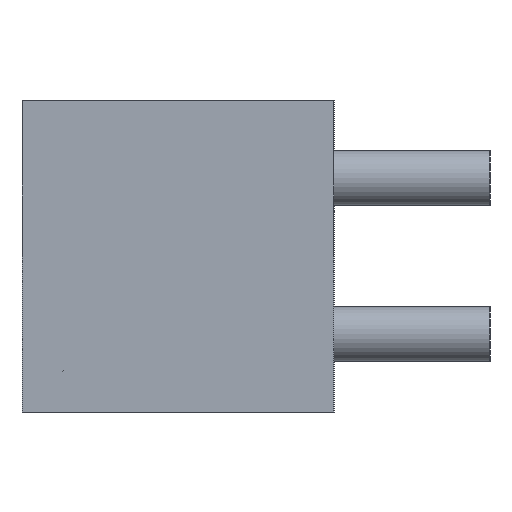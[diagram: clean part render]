
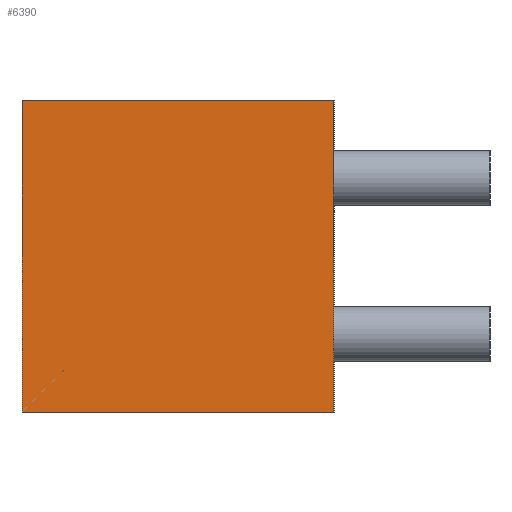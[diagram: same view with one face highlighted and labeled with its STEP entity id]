
A CAD part, left-side view. The second image highlights one B-rep face of the part: STEP entity #6390.
In plain terms, the highlighted planar face has unit normal (-1, 0, 0).
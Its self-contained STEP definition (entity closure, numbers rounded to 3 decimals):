
#74 = EDGE_CURVE ( 'NONE', #7689, #380, #9195, .T. ) ;
#189 = ORIENTED_EDGE ( 'NONE', *, *, #74, .F. ) ;
#274 = VECTOR ( 'NONE', #4385, 1000. ) ;
#380 = VERTEX_POINT ( 'NONE', #8285 ) ;
#533 = EDGE_LOOP ( 'NONE', ( #2020, #189, #2115, #5891 ) ) ;
#1118 = DIRECTION ( 'NONE',  ( 0., 0., 1. ) ) ;
#1128 = CARTESIAN_POINT ( 'NONE',  ( 0., 4., -4. ) ) ;
#1336 = VERTEX_POINT ( 'NONE', #2276 ) ;
#1738 = DIRECTION ( 'NONE',  ( 1., 0., 0. ) ) ;
#2020 = ORIENTED_EDGE ( 'NONE', *, *, #8186, .T. ) ;
#2115 = ORIENTED_EDGE ( 'NONE', *, *, #3997, .F. ) ;
#2243 = CARTESIAN_POINT ( 'NONE',  ( 0., 4., 0. ) ) ;
#2276 = CARTESIAN_POINT ( 'NONE',  ( 0., 0., -4. ) ) ;
#2798 = LINE ( 'NONE', #4696, #5481 ) ;
#3141 = PLANE ( 'NONE',  #7569 ) ;
#3291 = DIRECTION ( 'NONE',  ( 0., -1., 0. ) ) ;
#3773 = FACE_OUTER_BOUND ( 'NONE', #533, .T. ) ;
#3997 = EDGE_CURVE ( 'NONE', #8158, #7689, #2798, .T. ) ;
#4385 = DIRECTION ( 'NONE',  ( 0., -1., 0. ) ) ;
#4696 = CARTESIAN_POINT ( 'NONE',  ( 0., 4., 0. ) ) ;
#4973 = VECTOR ( 'NONE', #6553, 1000. ) ;
#5481 = VECTOR ( 'NONE', #1118, 1000. ) ;
#5794 = CARTESIAN_POINT ( 'NONE',  ( 0., 4., -4. ) ) ;
#5891 = ORIENTED_EDGE ( 'NONE', *, *, #7477, .T. ) ;
#5969 = LINE ( 'NONE', #8756, #4973 ) ;
#6077 = CARTESIAN_POINT ( 'NONE',  ( 0., 4., 0. ) ) ;
#6390 = ADVANCED_FACE ( 'NONE', ( #3773 ), #3141, .F. ) ;
#6553 = DIRECTION ( 'NONE',  ( 0., 0., 1. ) ) ;
#6750 = DIRECTION ( 'NONE',  ( 0., 0., -1. ) ) ;
#7037 = VECTOR ( 'NONE', #3291, 1000. ) ;
#7223 = CARTESIAN_POINT ( 'NONE',  ( 0., 4., 0. ) ) ;
#7362 = LINE ( 'NONE', #1128, #7037 ) ;
#7477 = EDGE_CURVE ( 'NONE', #8158, #1336, #7362, .T. ) ;
#7569 = AXIS2_PLACEMENT_3D ( 'NONE', #6077, #1738, #6750 ) ;
#7689 = VERTEX_POINT ( 'NONE', #7223 ) ;
#8158 = VERTEX_POINT ( 'NONE', #5794 ) ;
#8186 = EDGE_CURVE ( 'NONE', #1336, #380, #5969, .T. ) ;
#8285 = CARTESIAN_POINT ( 'NONE',  ( 0., 0., 0. ) ) ;
#8756 = CARTESIAN_POINT ( 'NONE',  ( 0., 0., 0. ) ) ;
#9195 = LINE ( 'NONE', #2243, #274 ) ;
